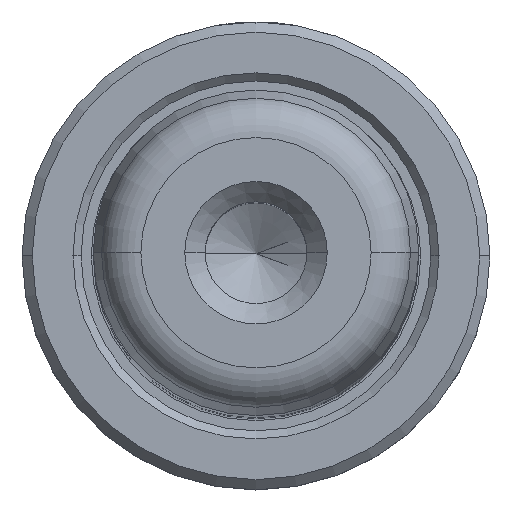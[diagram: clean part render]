
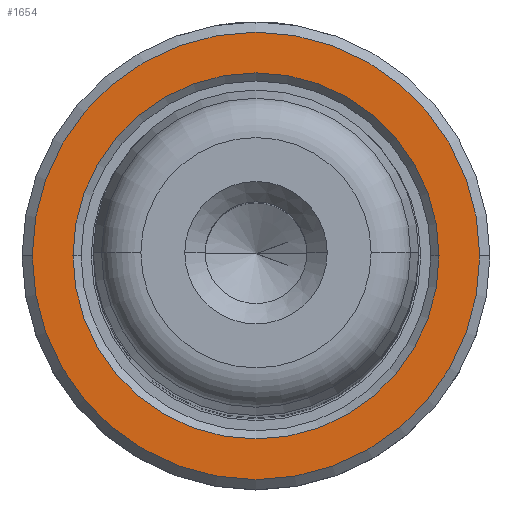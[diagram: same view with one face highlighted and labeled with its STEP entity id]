
A CAD part, top view. The second image highlights one B-rep face of the part: STEP entity #1654.
In plain terms, the highlighted planar face has unit normal (0, 0, 1).
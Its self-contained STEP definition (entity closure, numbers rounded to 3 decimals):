
#12 = DIRECTION ( 'NONE',  ( -1., 0., 0. ) ) ;
#15 = DIRECTION ( 'NONE',  ( 0., 0., -1. ) ) ;
#19 = CARTESIAN_POINT ( 'NONE',  ( 0., 0., 50. ) ) ;
#34 = DIRECTION ( 'NONE',  ( -1., 0., 0. ) ) ;
#40 = DIRECTION ( 'NONE',  ( 0., 0., -1. ) ) ;
#50 = CARTESIAN_POINT ( 'NONE',  ( 0., 0., 50. ) ) ;
#164 = CARTESIAN_POINT ( 'NONE',  ( -9., 0., 50. ) ) ;
#177 = FACE_BOUND ( 'NONE', #477, .T. ) ;
#290 = EDGE_LOOP ( 'NONE', ( #1141, #1198 ) ) ;
#477 = EDGE_LOOP ( 'NONE', ( #2038, #1663 ) ) ;
#657 = CARTESIAN_POINT ( 'NONE',  ( 9., 0., 50. ) ) ;
#702 = CIRCLE ( 'NONE', #1662, 11. ) ;
#821 = CIRCLE ( 'NONE', #1274, 9. ) ;
#833 = DIRECTION ( 'NONE',  ( -1., 0., 0. ) ) ;
#836 = DIRECTION ( 'NONE',  ( 0., 0., -1. ) ) ;
#845 = PLANE ( 'NONE',  #1531 ) ;
#857 = FACE_OUTER_BOUND ( 'NONE', #290, .T. ) ;
#861 = CARTESIAN_POINT ( 'NONE',  ( 8., 0., 50. ) ) ;
#866 = VERTEX_POINT ( 'NONE', #1375 ) ;
#876 = EDGE_CURVE ( 'NONE', #866, #1502, #702, .T. ) ;
#966 = AXIS2_PLACEMENT_3D ( 'NONE', #1853, #1837, #1831 ) ;
#977 = DIRECTION ( 'NONE',  ( -1., 0., 0. ) ) ;
#1003 = DIRECTION ( 'NONE',  ( 0., 0., 1. ) ) ;
#1019 = CARTESIAN_POINT ( 'NONE',  ( 0., 0., 50. ) ) ;
#1141 = ORIENTED_EDGE ( 'NONE', *, *, #2019, .T. ) ;
#1198 = ORIENTED_EDGE ( 'NONE', *, *, #876, .T. ) ;
#1274 = AXIS2_PLACEMENT_3D ( 'NONE', #50, #40, #34 ) ;
#1371 = CARTESIAN_POINT ( 'NONE',  ( -11., 0., 50. ) ) ;
#1375 = CARTESIAN_POINT ( 'NONE',  ( 11., 0., 50. ) ) ;
#1388 = AXIS2_PLACEMENT_3D ( 'NONE', #19, #15, #12 ) ;
#1462 = CIRCLE ( 'NONE', #966, 11. ) ;
#1502 = VERTEX_POINT ( 'NONE', #1371 ) ;
#1531 = AXIS2_PLACEMENT_3D ( 'NONE', #861, #836, #833 ) ;
#1654 = ADVANCED_FACE ( 'NONE', ( #857, #177 ), #845, .F. ) ;
#1662 = AXIS2_PLACEMENT_3D ( 'NONE', #1019, #1003, #977 ) ;
#1663 = ORIENTED_EDGE ( 'NONE', *, *, #1904, .T. ) ;
#1720 = CIRCLE ( 'NONE', #1388, 9. ) ;
#1739 = VERTEX_POINT ( 'NONE', #657 ) ;
#1831 = DIRECTION ( 'NONE',  ( -1., 0., 0. ) ) ;
#1837 = DIRECTION ( 'NONE',  ( 0., 0., 1. ) ) ;
#1853 = CARTESIAN_POINT ( 'NONE',  ( 0., 0., 50. ) ) ;
#1887 = EDGE_CURVE ( 'NONE', #1739, #2269, #821, .T. ) ;
#1904 = EDGE_CURVE ( 'NONE', #2269, #1739, #1720, .T. ) ;
#2019 = EDGE_CURVE ( 'NONE', #1502, #866, #1462, .T. ) ;
#2038 = ORIENTED_EDGE ( 'NONE', *, *, #1887, .T. ) ;
#2269 = VERTEX_POINT ( 'NONE', #164 ) ;
